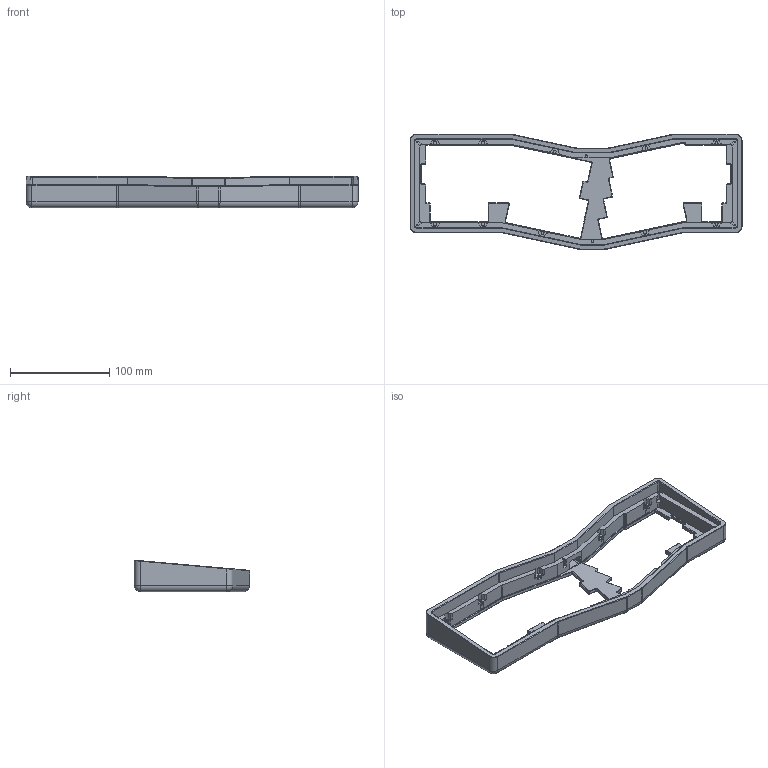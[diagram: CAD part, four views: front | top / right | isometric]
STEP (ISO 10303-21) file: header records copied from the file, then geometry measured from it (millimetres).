
FILE_DESCRIPTION(/* description */ (''),/* implementation_level */ '2;1');
FILE_NAME(/* name */ 'kolibriminiMJF01.step',/* time_stamp */ '2022-08-18T11:51:07+03:00',/* author */ (''),/* organization */ (''),/* preprocessor_version */ 'ST-DEVELOPER v19',/* originating_system */ 'Autodesk Translation Framework v11.7.0.108',/* authorisation */ '');
FILE_SCHEMA (('AUTOMOTIVE_DESIGN { 1 0 10303 214 3 1 1 }'));
Length unit declared in the file: millimetre
Products named in the file (1): kolibriminiMJF
Bounding box: 334.22 x 116.28 x 31.69 mm (x, y, z)
Volume: 196248.8 mm3; surface area: 68395.8 mm2
Topology: 1 solids, 1 shells, 688 faces, 1761 edges, 1074 vertices
Faces by surface type: plane 352, cylinder 189, cone 84, bspline 51, sphere 8, torus 4
Entity records: 21738 total; most frequent: CARTESIAN_POINT 5028, ORIENTED_EDGE 3522, DIRECTION 3443, EDGE_CURVE 1761, LINE 1243, VECTOR 1243, AXIS2_PLACEMENT_3D 1100, VERTEX_POINT 1074
